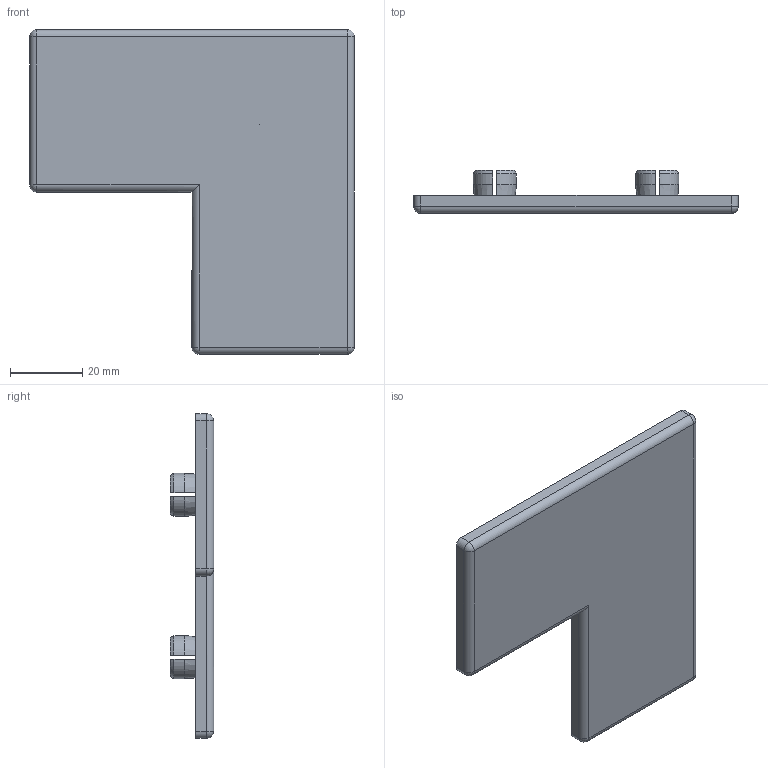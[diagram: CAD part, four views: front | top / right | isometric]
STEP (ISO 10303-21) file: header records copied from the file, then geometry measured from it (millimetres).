
FILE_DESCRIPTION (( 'STEP AP203' ), '1' );
FILE_NAME ('4.11.45.9090L.STEP', '2014-06-25T03:11:26', ( 'USER' ), ( 'Microsoft' ), 'SwSTEP 2.0', 'SolidWorks 2012', '' );
FILE_SCHEMA (( 'CONFIG_CONTROL_DESIGN' ));
Length unit declared in the file: millimetre
Products named in the file (1): 4.11.45.9090L
Bounding box: 90 x 12 x 90 mm (x, y, z)
Volume: 20356.4 mm3; surface area: 16135.5 mm2
Topology: 1 solids, 1 shells, 121 faces, 307 edges, 196 vertices
Faces by surface type: plane 51, cylinder 41, cone 24, sphere 5
Entity records: 3809 total; most frequent: CARTESIAN_POINT 839, ORIENTED_EDGE 604, DIRECTION 601, EDGE_CURVE 302, AXIS2_PLACEMENT_3D 226, VERTEX_POINT 196, VECTOR 149, LINE 149
